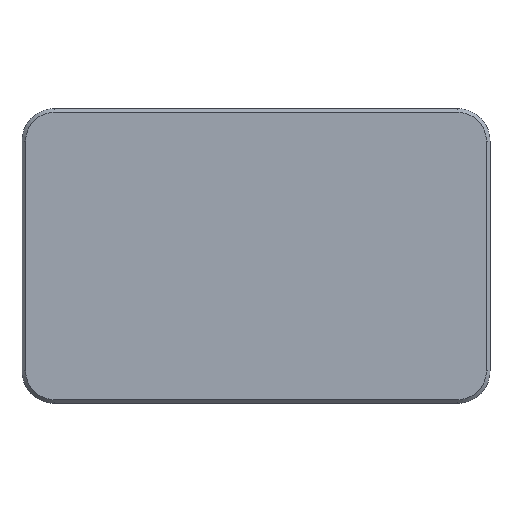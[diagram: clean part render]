
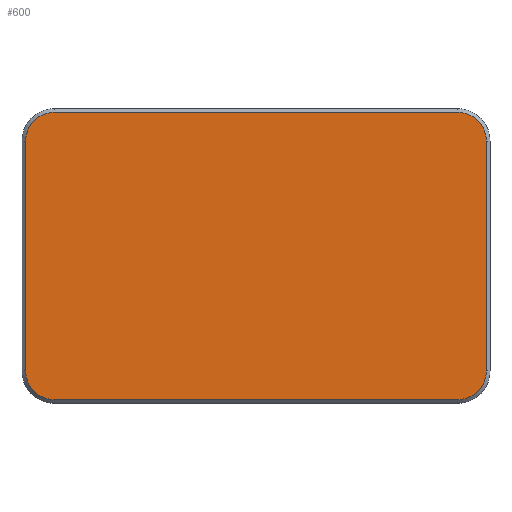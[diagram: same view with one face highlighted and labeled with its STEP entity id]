
A CAD part, front view. The second image highlights one B-rep face of the part: STEP entity #600.
In plain terms, the highlighted planar face has unit normal (0, -1, 0).
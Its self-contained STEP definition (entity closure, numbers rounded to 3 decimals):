
#5 = CARTESIAN_POINT ( 'NONE',  ( 56.125, 0., -32. ) ) ;
#29 = DIRECTION ( 'NONE',  ( 0., 0., -1. ) ) ;
#38 = AXIS2_PLACEMENT_3D ( 'NONE', #732, #1250, #474 ) ;
#39 = CARTESIAN_POINT ( 'NONE',  ( 56.125, 0., -40. ) ) ;
#62 = CARTESIAN_POINT ( 'NONE',  ( -56.125, 0., 40. ) ) ;
#81 = CARTESIAN_POINT ( 'NONE',  ( -64.125, 0., -32. ) ) ;
#107 = CARTESIAN_POINT ( 'NONE',  ( -56.125, 0., -40. ) ) ;
#172 = ORIENTED_EDGE ( 'NONE', *, *, #340, .T. ) ;
#190 = CARTESIAN_POINT ( 'NONE',  ( -64.125, 0., -32. ) ) ;
#199 = CIRCLE ( 'NONE', #38, 8. ) ;
#220 = ORIENTED_EDGE ( 'NONE', *, *, #1330, .T. ) ;
#276 = VERTEX_POINT ( 'NONE', #39 ) ;
#333 = CARTESIAN_POINT ( 'NONE',  ( -56.125, 0., 40. ) ) ;
#340 = EDGE_CURVE ( 'NONE', #1661, #700, #693, .T. ) ;
#363 = AXIS2_PLACEMENT_3D ( 'NONE', #478, #1139, #1638 ) ;
#445 = ORIENTED_EDGE ( 'NONE', *, *, #1381, .T. ) ;
#456 = AXIS2_PLACEMENT_3D ( 'NONE', #714, #808, #1232 ) ;
#461 = EDGE_CURVE ( 'NONE', #746, #1661, #1656, .T. ) ;
#474 = DIRECTION ( 'NONE',  ( 0., 0., -1. ) ) ;
#478 = CARTESIAN_POINT ( 'NONE',  ( -56.125, 0., 32. ) ) ;
#505 = EDGE_LOOP ( 'NONE', ( #445, #220, #1166, #1049, #997, #1535, #172, #1504 ) ) ;
#557 = EDGE_CURVE ( 'NONE', #1193, #1116, #1665, .T. ) ;
#568 = VECTOR ( 'NONE', #1025, 1000. ) ;
#600 = ADVANCED_FACE ( 'NONE', ( #637 ), #1033, .T. ) ;
#634 = EDGE_CURVE ( 'NONE', #1130, #746, #1219, .T. ) ;
#637 = FACE_OUTER_BOUND ( 'NONE', #505, .T. ) ;
#670 = DIRECTION ( 'NONE',  ( 1., 0., 0. ) ) ;
#693 = LINE ( 'NONE', #190, #1177 ) ;
#700 = VERTEX_POINT ( 'NONE', #81 ) ;
#714 = CARTESIAN_POINT ( 'NONE',  ( -56.125, 0., -32. ) ) ;
#732 = CARTESIAN_POINT ( 'NONE',  ( 56.125, 0., 32. ) ) ;
#736 = AXIS2_PLACEMENT_3D ( 'NONE', #1558, #1550, #1019 ) ;
#746 = VERTEX_POINT ( 'NONE', #333 ) ;
#777 = CIRCLE ( 'NONE', #966, 8. ) ;
#808 = DIRECTION ( 'NONE',  ( 0., -1., 0. ) ) ;
#832 = VECTOR ( 'NONE', #670, 1000. ) ;
#966 = AXIS2_PLACEMENT_3D ( 'NONE', #5, #1551, #1559 ) ;
#997 = ORIENTED_EDGE ( 'NONE', *, *, #634, .T. ) ;
#1019 = DIRECTION ( 'NONE',  ( 0., 0., -1. ) ) ;
#1025 = DIRECTION ( 'NONE',  ( 0., 0., 1. ) ) ;
#1033 = PLANE ( 'NONE',  #736 ) ;
#1049 = ORIENTED_EDGE ( 'NONE', *, *, #1257, .T. ) ;
#1116 = VERTEX_POINT ( 'NONE', #1488 ) ;
#1130 = VERTEX_POINT ( 'NONE', #1235 ) ;
#1133 = CARTESIAN_POINT ( 'NONE',  ( 64.125, 0., -32. ) ) ;
#1139 = DIRECTION ( 'NONE',  ( 0., -1., 0. ) ) ;
#1160 = CARTESIAN_POINT ( 'NONE',  ( 64.125, 0., 32. ) ) ;
#1166 = ORIENTED_EDGE ( 'NONE', *, *, #557, .T. ) ;
#1175 = LINE ( 'NONE', #1298, #832 ) ;
#1177 = VECTOR ( 'NONE', #29, 1000. ) ;
#1178 = CIRCLE ( 'NONE', #456, 8. ) ;
#1188 = VERTEX_POINT ( 'NONE', #107 ) ;
#1193 = VERTEX_POINT ( 'NONE', #1133 ) ;
#1219 = LINE ( 'NONE', #62, #1495 ) ;
#1232 = DIRECTION ( 'NONE',  ( 0., 0., -1. ) ) ;
#1235 = CARTESIAN_POINT ( 'NONE',  ( 56.125, 0., 40. ) ) ;
#1250 = DIRECTION ( 'NONE',  ( 0., -1., 0. ) ) ;
#1257 = EDGE_CURVE ( 'NONE', #1116, #1130, #199, .T. ) ;
#1298 = CARTESIAN_POINT ( 'NONE',  ( -56.125, 0., -40. ) ) ;
#1330 = EDGE_CURVE ( 'NONE', #276, #1193, #777, .T. ) ;
#1381 = EDGE_CURVE ( 'NONE', #1188, #276, #1175, .T. ) ;
#1404 = CARTESIAN_POINT ( 'NONE',  ( -64.125, 0., 32. ) ) ;
#1466 = DIRECTION ( 'NONE',  ( -1., 0., 0. ) ) ;
#1488 = CARTESIAN_POINT ( 'NONE',  ( 64.125, 0., 32. ) ) ;
#1495 = VECTOR ( 'NONE', #1466, 1000. ) ;
#1504 = ORIENTED_EDGE ( 'NONE', *, *, #1537, .T. ) ;
#1535 = ORIENTED_EDGE ( 'NONE', *, *, #461, .T. ) ;
#1537 = EDGE_CURVE ( 'NONE', #700, #1188, #1178, .T. ) ;
#1550 = DIRECTION ( 'NONE',  ( 0., -1., 0. ) ) ;
#1551 = DIRECTION ( 'NONE',  ( 0., -1., 0. ) ) ;
#1558 = CARTESIAN_POINT ( 'NONE',  ( -56.125, 0., -32. ) ) ;
#1559 = DIRECTION ( 'NONE',  ( 0., 0., -1. ) ) ;
#1638 = DIRECTION ( 'NONE',  ( 0., 0., -1. ) ) ;
#1656 = CIRCLE ( 'NONE', #363, 8. ) ;
#1661 = VERTEX_POINT ( 'NONE', #1404 ) ;
#1665 = LINE ( 'NONE', #1160, #568 ) ;
